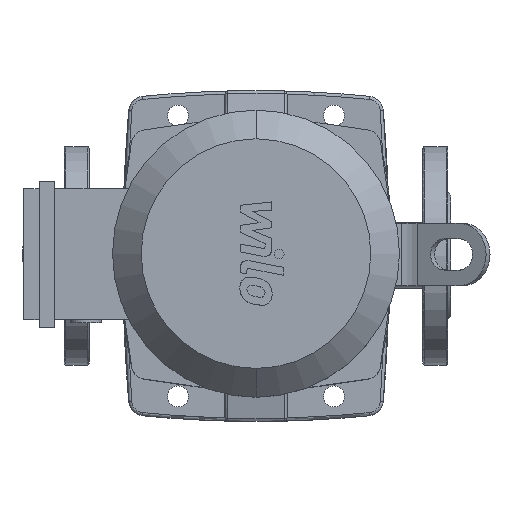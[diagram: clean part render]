
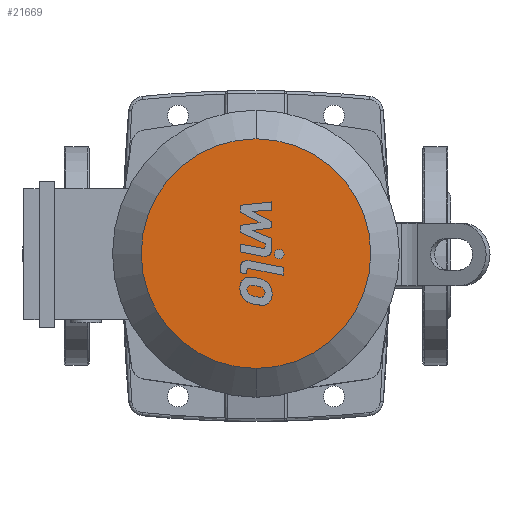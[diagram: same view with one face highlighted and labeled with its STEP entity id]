
A CAD part, top view. The second image highlights one B-rep face of the part: STEP entity #21669.
In plain terms, the highlighted planar face has unit normal (0, 0, 1).
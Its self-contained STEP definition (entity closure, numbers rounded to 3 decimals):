
#14467=CARTESIAN_POINT('',(0.,73.6,898.0));
#14468=VERTEX_POINT('',#14467);
#14476=CARTESIAN_POINT('',(0.,-73.6,898.0));
#14477=VERTEX_POINT('',#14476);
#14484=CARTESIAN_POINT('',(0.,0.,898.0));
#14485=DIRECTION('',(0.0,0.0,-1.0));
#14486=DIRECTION('',(0.0,1.0,0.0));
#14487=AXIS2_PLACEMENT_3D('',#14484,#14485,#14486);
#14488=CIRCLE('',#14487,73.6);
#14489=EDGE_CURVE('',#14477,#14468,#14488,.T.);
#21654=CARTESIAN_POINT('',(0.,36.8,898.0));
#21655=DIRECTION('',(0.0,0.0,1.0));
#21656=DIRECTION('',(1.0,0.0,0.0));
#21657=AXIS2_PLACEMENT_3D('',#21654,#21655,#21656);
#21658=PLANE('',#21657);
#21659=CARTESIAN_POINT('',(0.,0.,898.0));
#21660=DIRECTION('',(0.0,0.0,-1.0));
#21661=DIRECTION('',(0.0,1.0,0.0));
#21662=AXIS2_PLACEMENT_3D('',#21659,#21660,#21661);
#21663=CIRCLE('',#21662,73.6);
#21664=EDGE_CURVE('',#14468,#14477,#21663,.T.);
#21665=ORIENTED_EDGE('',*,*,#21664,.F.);
#21666=ORIENTED_EDGE('',*,*,#14489,.F.);
#21667=EDGE_LOOP('',(#21665,#21666));
#21668=FACE_OUTER_BOUND('',#21667,.T.);
#21669=ADVANCED_FACE('',(#21668),#21658,.T.);
